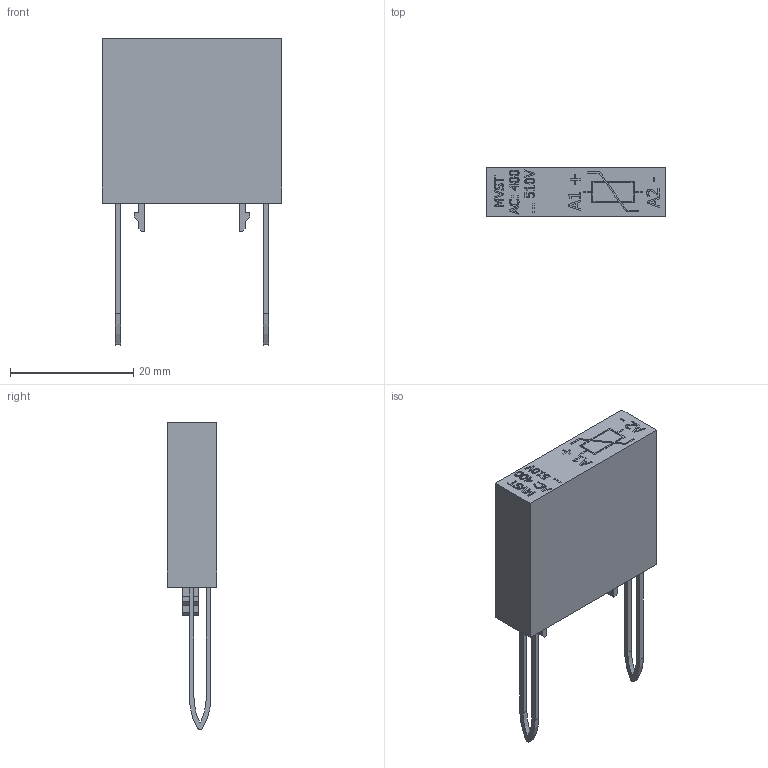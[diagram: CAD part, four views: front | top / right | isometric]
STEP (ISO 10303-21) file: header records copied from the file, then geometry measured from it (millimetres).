
FILE_DESCRIPTION((''),'2;1');
FILE_NAME('12C70086G05 - 300-MVST.stp','2015-05-26T09:48:57',('rshanor'),(''),'Autodesk Inventor 2013','Autodesk Inventor 2013','');
FILE_SCHEMA(('AUTOMOTIVE_DESIGN { 1 2 10303 214 0 1 1 1 }'));
Length unit declared in the file: inch
Products named in the file (1): 12C70086G05
Bounding box: 29.05 x 8.03 x 49.77 mm (x, y, z)
Volume: 3181.3 mm3; surface area: 7287.8 mm2
Topology: 2 solids, 2 shells, 1193 faces, 3304 edges, 2187 vertices
Faces by surface type: plane 873, bspline 255, cylinder 61, torus 4
Full cylindrical faces by diameter (mm): 0.6 x7, 1.4 x1, 5.5 x1, 6.75 x1, 8 x2
Entity records: 40994 total; most frequent: CARTESIAN_POINT 11085, ORIENTED_EDGE 6580, DIRECTION 4774, EDGE_CURVE 3290, VECTOR 2650, LINE 2650, VERTEX_POINT 2179, EDGE_LOOP 1333
